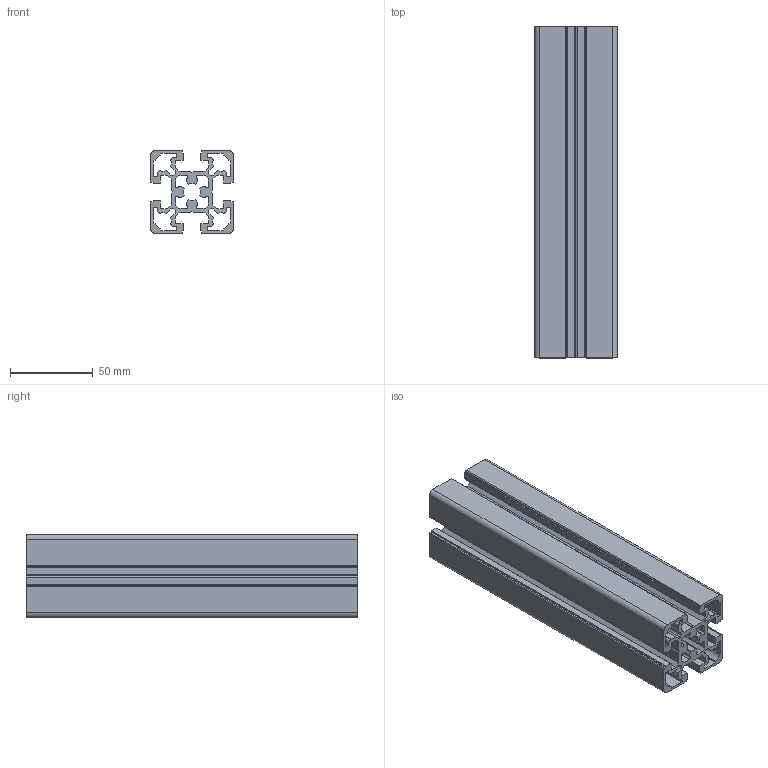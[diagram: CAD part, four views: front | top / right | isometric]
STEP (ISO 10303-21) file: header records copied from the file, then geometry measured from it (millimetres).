
FILE_DESCRIPTION (( 'STEP AP203' ), '1' );
FILE_NAME ('411993156_c_1.STEP', '2022-10-24T09:26:05', ( '' ), ( '' ), 'SwSTEP 2.0', 'SolidWorks 2014', '' );
FILE_SCHEMA (( 'CONFIG_CONTROL_DESIGN' ));
Length unit declared in the file: millimetre
Products named in the file (1): 411993156_c_1
Bounding box: 50 x 200 x 50 mm (x, y, z)
Volume: 190333.1 mm3; surface area: 144314.6 mm2
Topology: 1 solids, 1 shells, 259 faces, 771 edges, 514 vertices
Faces by surface type: plane 138, cylinder 121
Entity records: 8844 total; most frequent: CARTESIAN_POINT 1545, ORIENTED_EDGE 1542, DIRECTION 1533, EDGE_CURVE 771, LINE 529, VECTOR 529, VERTEX_POINT 514, AXIS2_PLACEMENT_3D 502
